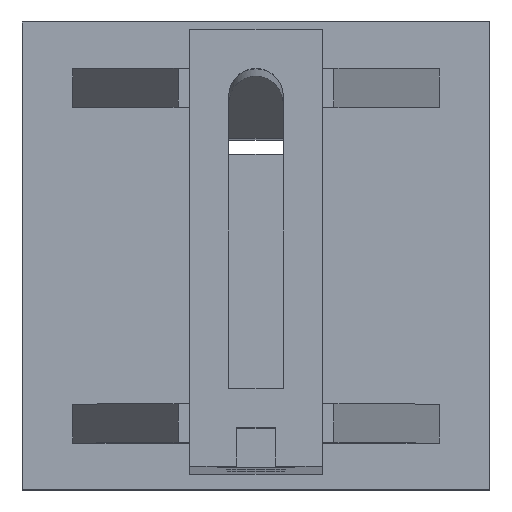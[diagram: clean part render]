
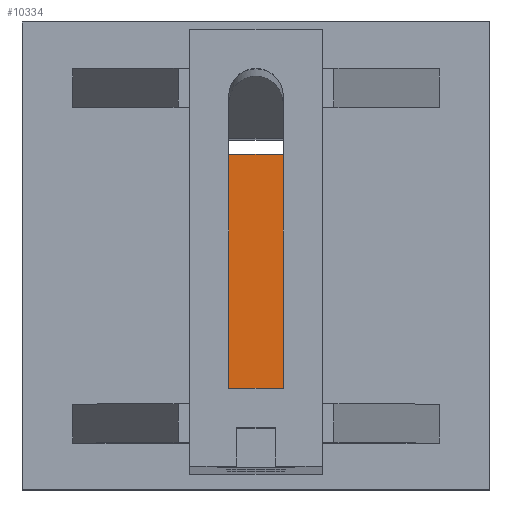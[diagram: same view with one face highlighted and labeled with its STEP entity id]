
A CAD part, top view. The second image highlights one B-rep face of the part: STEP entity #10334.
In plain terms, the highlighted planar face has unit normal (0, 0, 1).
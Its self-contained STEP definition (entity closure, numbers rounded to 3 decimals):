
#3262 = PLANE('',#3263);
#3263 = AXIS2_PLACEMENT_3D('',#3264,#3265,#3266);
#3264 = CARTESIAN_POINT('',(-0.35,3.943,26.429));
#3265 = DIRECTION('',(1.,0.,0.));
#3266 = DIRECTION('',(0.,1.,0.));
#3318 = PLANE('',#3319);
#3319 = AXIS2_PLACEMENT_3D('',#3320,#3321,#3322);
#3320 = CARTESIAN_POINT('',(0.35,3.943,26.429));
#3321 = DIRECTION('',(-1.,0.,0.));
#3322 = DIRECTION('',(0.,-1.,0.));
#5971 = PLANE('',#5972);
#5972 = AXIS2_PLACEMENT_3D('',#5973,#5974,#5975);
#5973 = CARTESIAN_POINT('',(-0.35,1.,60.));
#5974 = DIRECTION('',(0.,-1.,0.));
#5975 = DIRECTION('',(1.,0.,0.));
#6771 = PLANE('',#6772);
#6772 = AXIS2_PLACEMENT_3D('',#6773,#6774,#6775);
#6773 = CARTESIAN_POINT('',(-0.35,4.,60.));
#6774 = DIRECTION('',(0.,-1.,0.));
#6775 = DIRECTION('',(1.,0.,0.));
#10263 = VERTEX_POINT('',#10264);
#10264 = CARTESIAN_POINT('',(-0.35,1.,58.5));
#10285 = EDGE_CURVE('',#10263,#10286,#10288,.T.);
#10286 = VERTEX_POINT('',#10287);
#10287 = CARTESIAN_POINT('',(0.35,1.,58.5));
#10288 = SURFACE_CURVE('',#10289,(#10293,#10300),.PCURVE_S1.);
#10289 = LINE('',#10290,#10291);
#10290 = CARTESIAN_POINT('',(-0.35,1.,58.5));
#10291 = VECTOR('',#10292,1.);
#10292 = DIRECTION('',(1.,0.,0.));
#10293 = PCURVE('',#5971,#10294);
#10294 = DEFINITIONAL_REPRESENTATION('',(#10295),#10299);
#10295 = LINE('',#10296,#10297);
#10296 = CARTESIAN_POINT('',(0.,-1.5));
#10297 = VECTOR('',#10298,1.);
#10298 = DIRECTION('',(1.,0.));
#10299 = ( GEOMETRIC_REPRESENTATION_CONTEXT(2) 
PARAMETRIC_REPRESENTATION_CONTEXT() REPRESENTATION_CONTEXT('2D SPACE',''
  ) );
#10300 = PCURVE('',#10301,#10306);
#10301 = PLANE('',#10302);
#10302 = AXIS2_PLACEMENT_3D('',#10303,#10304,#10305);
#10303 = CARTESIAN_POINT('',(0.,2.969,58.5));
#10304 = DIRECTION('',(0.,0.,1.));
#10305 = DIRECTION('',(1.,0.,0.));
#10306 = DEFINITIONAL_REPRESENTATION('',(#10307),#10311);
#10307 = LINE('',#10308,#10309);
#10308 = CARTESIAN_POINT('',(-0.35,-1.969));
#10309 = VECTOR('',#10310,1.);
#10310 = DIRECTION('',(1.,0.));
#10311 = ( GEOMETRIC_REPRESENTATION_CONTEXT(2) 
PARAMETRIC_REPRESENTATION_CONTEXT() REPRESENTATION_CONTEXT('2D SPACE',''
  ) );
#10334 = ADVANCED_FACE('',(#10335),#10301,.T.);
#10335 = FACE_BOUND('',#10336,.T.);
#10336 = EDGE_LOOP('',(#10337,#10360,#10383,#10404));
#10337 = ORIENTED_EDGE('',*,*,#10338,.T.);
#10338 = EDGE_CURVE('',#10286,#10339,#10341,.T.);
#10339 = VERTEX_POINT('',#10340);
#10340 = CARTESIAN_POINT('',(0.35,4.,58.5));
#10341 = SURFACE_CURVE('',#10342,(#10346,#10353),.PCURVE_S1.);
#10342 = LINE('',#10343,#10344);
#10343 = CARTESIAN_POINT('',(0.35,1.,58.5));
#10344 = VECTOR('',#10345,1.);
#10345 = DIRECTION('',(0.,1.,0.));
#10346 = PCURVE('',#10301,#10347);
#10347 = DEFINITIONAL_REPRESENTATION('',(#10348),#10352);
#10348 = LINE('',#10349,#10350);
#10349 = CARTESIAN_POINT('',(0.35,-1.969));
#10350 = VECTOR('',#10351,1.);
#10351 = DIRECTION('',(0.,1.));
#10352 = ( GEOMETRIC_REPRESENTATION_CONTEXT(2) 
PARAMETRIC_REPRESENTATION_CONTEXT() REPRESENTATION_CONTEXT('2D SPACE',''
  ) );
#10353 = PCURVE('',#3318,#10354);
#10354 = DEFINITIONAL_REPRESENTATION('',(#10355),#10359);
#10355 = LINE('',#10356,#10357);
#10356 = CARTESIAN_POINT('',(2.943,32.071));
#10357 = VECTOR('',#10358,1.);
#10358 = DIRECTION('',(-1.,0.));
#10359 = ( GEOMETRIC_REPRESENTATION_CONTEXT(2) 
PARAMETRIC_REPRESENTATION_CONTEXT() REPRESENTATION_CONTEXT('2D SPACE',''
  ) );
#10360 = ORIENTED_EDGE('',*,*,#10361,.T.);
#10361 = EDGE_CURVE('',#10339,#10362,#10364,.T.);
#10362 = VERTEX_POINT('',#10363);
#10363 = CARTESIAN_POINT('',(-0.35,4.,58.5));
#10364 = SURFACE_CURVE('',#10365,(#10369,#10376),.PCURVE_S1.);
#10365 = LINE('',#10366,#10367);
#10366 = CARTESIAN_POINT('',(-0.175,4.,58.5));
#10367 = VECTOR('',#10368,1.);
#10368 = DIRECTION('',(-1.,0.,0.));
#10369 = PCURVE('',#10301,#10370);
#10370 = DEFINITIONAL_REPRESENTATION('',(#10371),#10375);
#10371 = LINE('',#10372,#10373);
#10372 = CARTESIAN_POINT('',(-0.175,1.031));
#10373 = VECTOR('',#10374,1.);
#10374 = DIRECTION('',(-1.,0.));
#10375 = ( GEOMETRIC_REPRESENTATION_CONTEXT(2) 
PARAMETRIC_REPRESENTATION_CONTEXT() REPRESENTATION_CONTEXT('2D SPACE',''
  ) );
#10376 = PCURVE('',#6771,#10377);
#10377 = DEFINITIONAL_REPRESENTATION('',(#10378),#10382);
#10378 = LINE('',#10379,#10380);
#10379 = CARTESIAN_POINT('',(0.175,-1.5));
#10380 = VECTOR('',#10381,1.);
#10381 = DIRECTION('',(-1.,0.));
#10382 = ( GEOMETRIC_REPRESENTATION_CONTEXT(2) 
PARAMETRIC_REPRESENTATION_CONTEXT() REPRESENTATION_CONTEXT('2D SPACE',''
  ) );
#10383 = ORIENTED_EDGE('',*,*,#10384,.T.);
#10384 = EDGE_CURVE('',#10362,#10263,#10385,.T.);
#10385 = SURFACE_CURVE('',#10386,(#10390,#10397),.PCURVE_S1.);
#10386 = LINE('',#10387,#10388);
#10387 = CARTESIAN_POINT('',(-0.35,4.75,58.5));
#10388 = VECTOR('',#10389,1.);
#10389 = DIRECTION('',(0.,-1.,0.));
#10390 = PCURVE('',#10301,#10391);
#10391 = DEFINITIONAL_REPRESENTATION('',(#10392),#10396);
#10392 = LINE('',#10393,#10394);
#10393 = CARTESIAN_POINT('',(-0.35,1.781));
#10394 = VECTOR('',#10395,1.);
#10395 = DIRECTION('',(0.,-1.));
#10396 = ( GEOMETRIC_REPRESENTATION_CONTEXT(2) 
PARAMETRIC_REPRESENTATION_CONTEXT() REPRESENTATION_CONTEXT('2D SPACE',''
  ) );
#10397 = PCURVE('',#3262,#10398);
#10398 = DEFINITIONAL_REPRESENTATION('',(#10399),#10403);
#10399 = LINE('',#10400,#10401);
#10400 = CARTESIAN_POINT('',(0.807,32.071));
#10401 = VECTOR('',#10402,1.);
#10402 = DIRECTION('',(-1.,0.));
#10403 = ( GEOMETRIC_REPRESENTATION_CONTEXT(2) 
PARAMETRIC_REPRESENTATION_CONTEXT() REPRESENTATION_CONTEXT('2D SPACE',''
  ) );
#10404 = ORIENTED_EDGE('',*,*,#10285,.T.);
